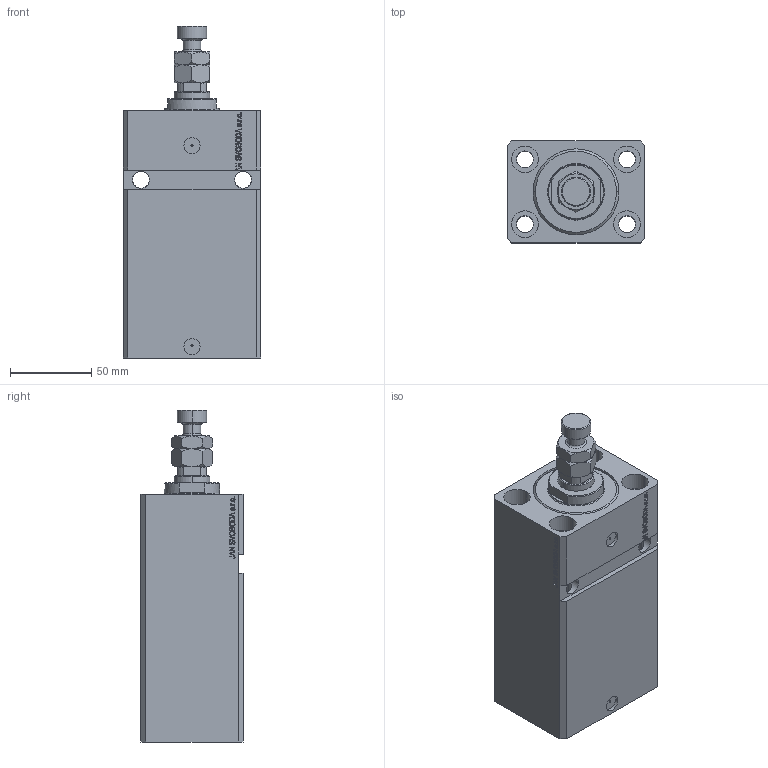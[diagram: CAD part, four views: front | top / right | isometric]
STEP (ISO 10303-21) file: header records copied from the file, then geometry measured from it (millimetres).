
FILE_DESCRIPTION (( 'STEP AP203' ), '1' );
FILE_NAME ('c511.STEP', '2022-04-09T14:40:59', ( '' ), ( '' ), 'SwSTEP 2.0', 'SolidWorks 2019', '' );
FILE_SCHEMA (( 'CONFIG_CONTROL_DESIGN' ));
Length unit declared in the file: millimetre
Products named in the file (5): V250CE_E_Body bc3f11148dc8843ad149c5227ddb4644; MFA bc3f11148dc8843ad149c5227ddb4644; V250CE_C_VCP bc3f11148dc8843ad149c5227ddb4644; V250CE_VC_E bc3f11148dc8843ad149c5227ddb4644; c511
Assembly tree (4 placements, depth 2):
  c511
    V250CE_E_Body bc3f11148dc8843ad149c5227ddb4644
    V250CE_C_VCP bc3f11148dc8843ad149c5227ddb4644
    V250CE_VC_E bc3f11148dc8843ad149c5227ddb4644
    MFA bc3f11148dc8843ad149c5227ddb4644
Bounding box: 85 x 63 x 204.9 mm (x, y, z)
Volume: 684687.4 mm3; surface area: 129582.8 mm2
Topology: 4 solids, 4 shells, 969 faces, 2475 edges, 1615 vertices
Faces by surface type: plane 475, bspline 356, cylinder 88, cone 40, torus 10
Entity records: 46536 total; most frequent: CARTESIAN_POINT 24984, ORIENTED_EDGE 4946, DIRECTION 3113, EDGE_CURVE 2473, VERTEX_POINT 1615, LINE 1477, VECTOR 1477, EDGE_LOOP 1100
